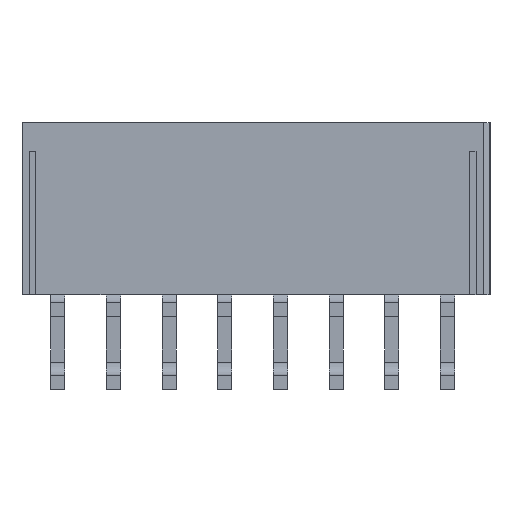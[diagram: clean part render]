
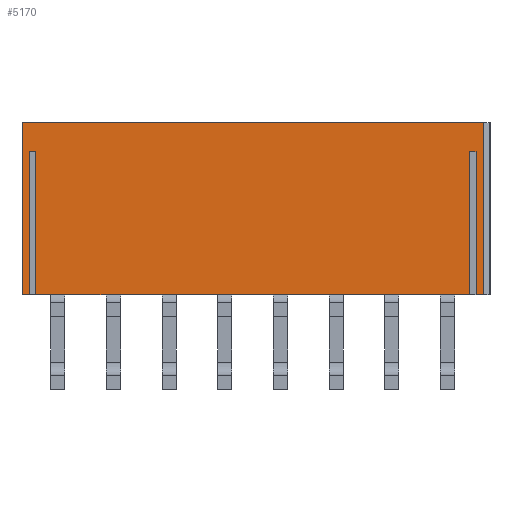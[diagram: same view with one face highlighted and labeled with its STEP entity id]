
A CAD part, front view. The second image highlights one B-rep face of the part: STEP entity #5170.
In plain terms, the highlighted planar face has unit normal (0, -1, 0).
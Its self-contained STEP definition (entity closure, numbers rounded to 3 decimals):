
#93=DIRECTION('',(1.,0.,0.));
#94=VECTOR('',#93,34.8);
#95=CARTESIAN_POINT('',(-17.4,-4.9,0.));
#96=LINE('',#95,#94);
#437=DIRECTION('',(0.,0.,-1.));
#438=VECTOR('',#437,13.);
#439=CARTESIAN_POINT('',(17.4,-4.9,0.));
#440=LINE('',#439,#438);
#482=DIRECTION('',(1.,0.,0.));
#483=VECTOR('',#482,0.55);
#484=CARTESIAN_POINT('',(-17.4,-4.9,-13.));
#485=LINE('',#484,#483);
#498=DIRECTION('',(1.,0.,0.));
#499=VECTOR('',#498,32.7);
#500=CARTESIAN_POINT('',(-16.35,-4.9,-13.));
#501=LINE('',#500,#499);
#514=DIRECTION('',(1.,0.,0.));
#515=VECTOR('',#514,0.55);
#516=CARTESIAN_POINT('',(16.85,-4.9,-13.));
#517=LINE('',#516,#515);
#826=DIRECTION('',(-1.,0.,0.));
#827=VECTOR('',#826,0.5);
#828=CARTESIAN_POINT('',(16.85,-4.9,-2.2));
#829=LINE('',#828,#827);
#830=DIRECTION('',(0.,0.,1.));
#831=VECTOR('',#830,10.8);
#832=CARTESIAN_POINT('',(16.35,-4.9,-13.));
#833=LINE('',#832,#831);
#834=DIRECTION('',(0.,0.,1.));
#835=VECTOR('',#834,10.8);
#836=CARTESIAN_POINT('',(-16.35,-4.9,-13.));
#837=LINE('',#836,#835);
#838=DIRECTION('',(-1.,0.,0.));
#839=VECTOR('',#838,0.5);
#840=CARTESIAN_POINT('',(-16.35,-4.9,-2.2));
#841=LINE('',#840,#839);
#842=DIRECTION('',(0.,0.,1.));
#843=VECTOR('',#842,10.8);
#844=CARTESIAN_POINT('',(-16.85,-4.9,-13.));
#845=LINE('',#844,#843);
#846=DIRECTION('',(0.,0.,-1.));
#847=VECTOR('',#846,13.);
#848=CARTESIAN_POINT('',(-17.4,-4.9,0.));
#849=LINE('',#848,#847);
#850=DIRECTION('',(0.,0.,1.));
#851=VECTOR('',#850,10.8);
#852=CARTESIAN_POINT('',(16.85,-4.9,-13.));
#853=LINE('',#852,#851);
#3454=CARTESIAN_POINT('',(-17.4,-4.9,0.));
#3455=CARTESIAN_POINT('',(17.4,-4.9,0.));
#3456=VERTEX_POINT('',#3454);
#3457=VERTEX_POINT('',#3455);
#3464=CARTESIAN_POINT('',(-17.4,-4.9,-13.));
#3465=VERTEX_POINT('',#3464);
#3466=CARTESIAN_POINT('',(17.4,-4.9,-13.));
#3467=VERTEX_POINT('',#3466);
#3486=CARTESIAN_POINT('',(16.85,-4.9,-2.2));
#3487=CARTESIAN_POINT('',(16.35,-4.9,-2.2));
#3488=VERTEX_POINT('',#3486);
#3489=VERTEX_POINT('',#3487);
#3490=CARTESIAN_POINT('',(-16.35,-4.9,-2.2));
#3491=CARTESIAN_POINT('',(-16.85,-4.9,-2.2));
#3492=VERTEX_POINT('',#3490);
#3493=VERTEX_POINT('',#3491);
#3494=CARTESIAN_POINT('',(16.35,-4.9,-13.));
#3495=VERTEX_POINT('',#3494);
#3496=CARTESIAN_POINT('',(16.85,-4.9,-13.));
#3497=VERTEX_POINT('',#3496);
#3498=CARTESIAN_POINT('',(-16.35,-4.9,-13.));
#3499=VERTEX_POINT('',#3498);
#3500=CARTESIAN_POINT('',(-16.85,-4.9,-13.));
#3501=VERTEX_POINT('',#3500);
#5145=CARTESIAN_POINT('',(-17.4,-4.9,0.));
#5146=DIRECTION('',(0.,-1.,0.));
#5147=DIRECTION('',(1.,0.,0.));
#5148=AXIS2_PLACEMENT_3D('',#5145,#5146,#5147);
#5149=PLANE('',#5148);
#5151=ORIENTED_EDGE('',*,*,#5150,.T.);
#5153=ORIENTED_EDGE('',*,*,#5152,.F.);
#5154=ORIENTED_EDGE('',*,*,#4871,.F.);
#5156=ORIENTED_EDGE('',*,*,#5155,.T.);
#5158=ORIENTED_EDGE('',*,*,#5157,.T.);
#5160=ORIENTED_EDGE('',*,*,#5159,.F.);
#5161=ORIENTED_EDGE('',*,*,#4863,.F.);
#5162=ORIENTED_EDGE('',*,*,#5138,.F.);
#5163=ORIENTED_EDGE('',*,*,#4573,.T.);
#5164=ORIENTED_EDGE('',*,*,#4787,.T.);
#5165=ORIENTED_EDGE('',*,*,#4879,.F.);
#5167=ORIENTED_EDGE('',*,*,#5166,.T.);
#5168=EDGE_LOOP('',(#5151,#5153,#5154,#5156,#5158,#5160,#5161,#5162,#5163,#5164,
#5165,#5167));
#5169=FACE_OUTER_BOUND('',#5168,.F.);
#5170=ADVANCED_FACE('',(#5169),#5149,.T.);
#4573=EDGE_CURVE('',#3456,#3457,#96,.T.);
#4787=EDGE_CURVE('',#3457,#3467,#440,.T.);
#4863=EDGE_CURVE('',#3465,#3501,#485,.T.);
#4871=EDGE_CURVE('',#3499,#3495,#501,.T.);
#4879=EDGE_CURVE('',#3497,#3467,#517,.T.);
#5138=EDGE_CURVE('',#3456,#3465,#849,.T.);
#5150=EDGE_CURVE('',#3488,#3489,#829,.T.);
#5152=EDGE_CURVE('',#3495,#3489,#833,.T.);
#5155=EDGE_CURVE('',#3499,#3492,#837,.T.);
#5157=EDGE_CURVE('',#3492,#3493,#841,.T.);
#5159=EDGE_CURVE('',#3501,#3493,#845,.T.);
#5166=EDGE_CURVE('',#3497,#3488,#853,.T.);
